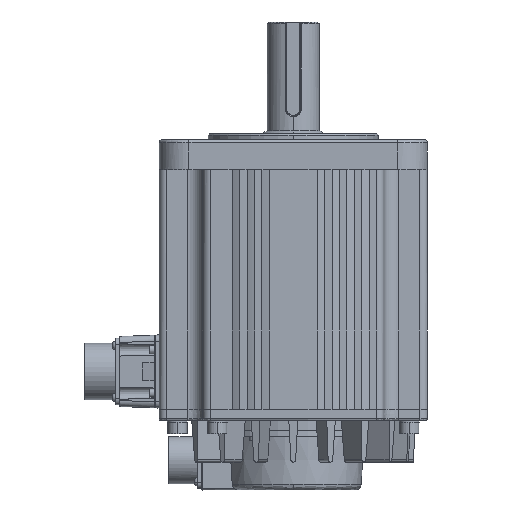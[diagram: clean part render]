
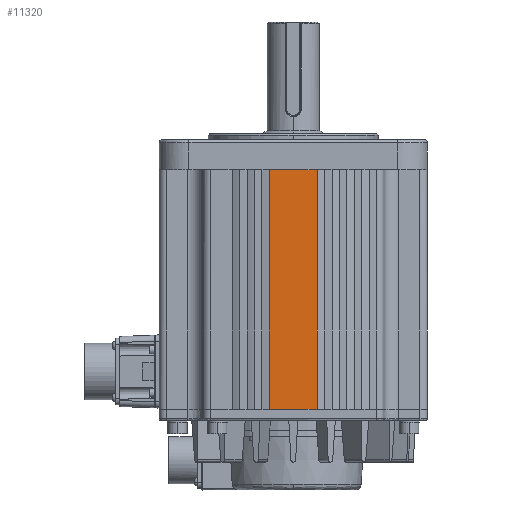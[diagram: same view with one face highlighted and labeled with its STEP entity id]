
A CAD part, left-side view. The second image highlights one B-rep face of the part: STEP entity #11320.
In plain terms, the highlighted planar face has unit normal (-1, 0, 0).
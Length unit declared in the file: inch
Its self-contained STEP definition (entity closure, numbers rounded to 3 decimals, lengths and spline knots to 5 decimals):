
#555 = VERTEX_POINT ( 'NONE', #16716 ) ;
#862 = EDGE_CURVE ( 'NONE', #555, #1563, #14837, .T. ) ;
#949 = VECTOR ( 'NONE', #2264, 39.37008 ) ;
#1169 = EDGE_CURVE ( 'NONE', #1563, #5569, #22580, .T. ) ;
#1563 = VERTEX_POINT ( 'NONE', #15257 ) ;
#1595 = ORIENTED_EDGE ( 'NONE', *, *, #862, .F. ) ;
#2264 = DIRECTION ( 'NONE',  ( 0., 1., 0. ) ) ;
#2489 = CARTESIAN_POINT ( 'NONE',  ( -3.54331, 0., -4.2126 ) ) ;
#3497 = CARTESIAN_POINT ( 'NONE',  ( -3.54331, -0.62992, 2.11811 ) ) ;
#4815 = PLANE ( 'NONE',  #22719 ) ;
#5569 = VERTEX_POINT ( 'NONE', #8364 ) ;
#6320 = DIRECTION ( 'NONE',  ( 1., 0., 0. ) ) ;
#6354 = EDGE_CURVE ( 'NONE', #9076, #5569, #19552, .T. ) ;
#8364 = CARTESIAN_POINT ( 'NONE',  ( -3.54331, 0.62992, 2.11811 ) ) ;
#9076 = VERTEX_POINT ( 'NONE', #3497 ) ;
#9190 = DIRECTION ( 'NONE',  ( 0., 0., -1. ) ) ;
#9887 = FACE_OUTER_BOUND ( 'NONE', #12699, .T. ) ;
#10314 = CARTESIAN_POINT ( 'NONE',  ( -3.54331, 0.62992, -1.04724 ) ) ;
#10792 = ORIENTED_EDGE ( 'NONE', *, *, #11749, .F. ) ;
#11260 = LINE ( 'NONE', #11380, #18307 ) ;
#11320 = ADVANCED_FACE ( 'NONE', ( #9887 ), #4815, .F. ) ;
#11380 = CARTESIAN_POINT ( 'NONE',  ( -3.54331, -0.62992, -1.04724 ) ) ;
#11749 = EDGE_CURVE ( 'NONE', #9076, #555, #11260, .T. ) ;
#12483 = CARTESIAN_POINT ( 'NONE',  ( -3.54331, 0., 2.11811 ) ) ;
#12699 = EDGE_LOOP ( 'NONE', ( #1595, #10792, #16605, #20603 ) ) ;
#13895 = VECTOR ( 'NONE', #18978, 39.37008 ) ;
#14837 = LINE ( 'NONE', #2489, #949 ) ;
#15257 = CARTESIAN_POINT ( 'NONE',  ( -3.54331, 0.62992, -4.2126 ) ) ;
#15552 = CARTESIAN_POINT ( 'NONE',  ( -3.54331, 0., -1.04724 ) ) ;
#16605 = ORIENTED_EDGE ( 'NONE', *, *, #6354, .T. ) ;
#16716 = CARTESIAN_POINT ( 'NONE',  ( -3.54331, -0.62992, -4.2126 ) ) ;
#18307 = VECTOR ( 'NONE', #9190, 39.37008 ) ;
#18978 = DIRECTION ( 'NONE',  ( 0., 0., 1. ) ) ;
#19012 = DIRECTION ( 'NONE',  ( 0., 0., -1. ) ) ;
#19552 = LINE ( 'NONE', #12483, #20316 ) ;
#19778 = DIRECTION ( 'NONE',  ( 0., 1., 0. ) ) ;
#20316 = VECTOR ( 'NONE', #19778, 39.37008 ) ;
#20603 = ORIENTED_EDGE ( 'NONE', *, *, #1169, .F. ) ;
#22580 = LINE ( 'NONE', #10314, #13895 ) ;
#22719 = AXIS2_PLACEMENT_3D ( 'NONE', #15552, #6320, #19012 ) ;
